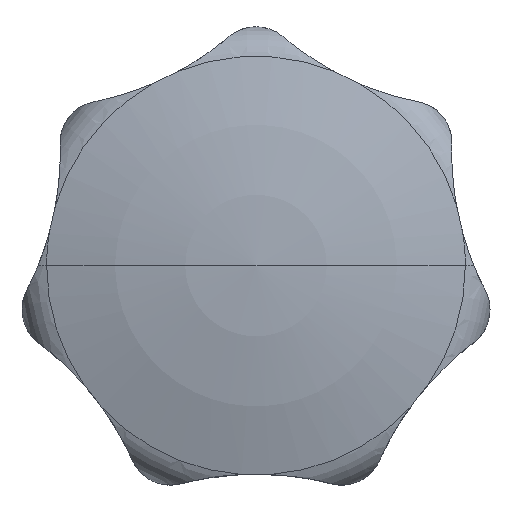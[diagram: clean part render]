
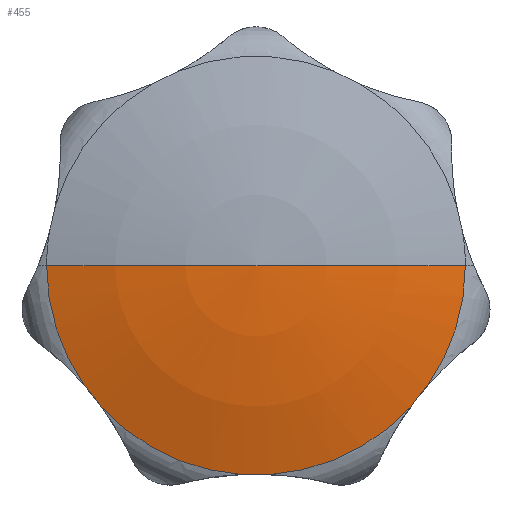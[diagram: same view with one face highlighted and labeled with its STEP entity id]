
A CAD part, top view. The second image highlights one B-rep face of the part: STEP entity #455.
In plain terms, the highlighted spherical face has radius 60 mm.
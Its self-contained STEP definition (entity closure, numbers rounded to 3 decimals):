
#291=EDGE_CURVE('',#299,#477,#769,.T.);
#299=VERTEX_POINT('',#777);
#383=EDGE_CURVE('',#473,#463,#867,.T.);
#415=EDGE_CURVE('',#427,#681,#904,.T.);
#427=VERTEX_POINT('',#916);
#439=VERTEX_POINT('',#930);
#443=EDGE_CURVE('',#439,#615,#934,.T.);
#455=ADVANCED_FACE('',(#946),#947,.T.);
#463=VERTEX_POINT('',#956);
#473=VERTEX_POINT('',#968);
#475=EDGE_CURVE('',#427,#299,#970,.T.);
#477=VERTEX_POINT('',#972);
#543=VERTEX_POINT('',#1043);
#615=VERTEX_POINT('',#1123);
#621=EDGE_CURVE('',#543,#477,#1129,.T.);
#625=EDGE_CURVE('',#615,#543,#1133,.T.);
#681=VERTEX_POINT('',#1194);
#697=EDGE_CURVE('',#463,#439,#1212,.T.);
#703=EDGE_CURVE('',#681,#473,#1218,.T.);
#769=CIRCLE('',#1314,60.);
#777=CARTESIAN_POINT('',(0.,0.,26.));
#867=CIRCLE('',#1528,17.522);
#904=CIRCLE('',#1594,17.522);
#916=CARTESIAN_POINT('',(-17.522,0.,23.384));
#930=CARTESIAN_POINT('',(1.2,-17.481,23.384));
#934=CIRCLE('',#1651,17.522);
#946=FACE_OUTER_BOUND('',#1671,.T.);
#947=SPHERICAL_SURFACE('',#1672,60.);
#956=CARTESIAN_POINT('',(-1.2,-17.481,23.384));
#968=CARTESIAN_POINT('',(-12.919,-11.837,23.384));
#970=CIRCLE('',#1713,60.);
#972=CARTESIAN_POINT('',(17.522,0.,23.384));
#1043=CARTESIAN_POINT('',(14.415,-9.961,23.384));
#1123=CARTESIAN_POINT('',(12.919,-11.837,23.384));
#1129=CIRCLE('',#2052,17.522);
#1133=B_SPLINE_CURVE_WITH_KNOTS('',3,(#2057,#2058,#2059,#2060,#2061,#2062),.UNSPECIFIED.,.F.,.F.,(4,2,4),(45.633,46.829,48.024),.UNSPECIFIED.);
#1194=CARTESIAN_POINT('',(-14.415,-9.961,23.384));
#1212=B_SPLINE_CURVE_WITH_KNOTS('',3,(#2292,#2293,#2294,#2295,#2296,#2297),.UNSPECIFIED.,.F.,.F.,(4,2,4),(45.633,46.829,48.024),.UNSPECIFIED.);
#1218=B_SPLINE_CURVE_WITH_KNOTS('',3,(#2306,#2307,#2308,#2309,#2310,#2311),.UNSPECIFIED.,.F.,.F.,(4,2,4),(45.633,46.829,48.024),.UNSPECIFIED.);
#1314=AXIS2_PLACEMENT_3D('',#2382,#2383,#2384);
#1528=AXIS2_PLACEMENT_3D('',#2469,#2470,#2471);
#1594=AXIS2_PLACEMENT_3D('',#2516,#2517,#2518);
#1651=AXIS2_PLACEMENT_3D('',#2540,#2541,#2542);
#1671=EDGE_LOOP('',(#2544,#2545,#2546,#2547,#2548,#2549,#2550,#2551,#2552));
#1672=AXIS2_PLACEMENT_3D('',#2553,#2554,#2555);
#1713=AXIS2_PLACEMENT_3D('',#2586,#2587,#2588);
#2052=AXIS2_PLACEMENT_3D('',#2733,#2734,#2735);
#2057=CARTESIAN_POINT('',(12.919,-11.837,23.384));
#2058=CARTESIAN_POINT('',(13.154,-11.512,23.399));
#2059=CARTESIAN_POINT('',(13.396,-11.193,23.406));
#2060=CARTESIAN_POINT('',(13.893,-10.57,23.406));
#2061=CARTESIAN_POINT('',(14.15,-10.263,23.399));
#2062=CARTESIAN_POINT('',(14.415,-9.961,23.384));
#2292=CARTESIAN_POINT('',(-1.2,-17.481,23.384));
#2293=CARTESIAN_POINT('',(-0.799,-17.462,23.399));
#2294=CARTESIAN_POINT('',(-0.399,-17.452,23.406));
#2295=CARTESIAN_POINT('',(0.399,-17.452,23.406));
#2296=CARTESIAN_POINT('',(0.799,-17.462,23.399));
#2297=CARTESIAN_POINT('',(1.2,-17.481,23.384));
#2306=CARTESIAN_POINT('',(-14.415,-9.961,23.384));
#2307=CARTESIAN_POINT('',(-14.15,-10.263,23.399));
#2308=CARTESIAN_POINT('',(-13.893,-10.57,23.406));
#2309=CARTESIAN_POINT('',(-13.396,-11.193,23.406));
#2310=CARTESIAN_POINT('',(-13.154,-11.512,23.399));
#2311=CARTESIAN_POINT('',(-12.919,-11.837,23.384));
#2382=CARTESIAN_POINT('',(0.,0.,-34.));
#2383=DIRECTION('',(0.,1.0,0.));
#2384=DIRECTION('',(0.0,0.,-1.0));
#2469=CARTESIAN_POINT('',(0.,0.,23.384));
#2470=DIRECTION('',(0.,0.,1.0));
#2471=DIRECTION('',(1.0,0.,0.));
#2516=CARTESIAN_POINT('',(0.,0.,23.384));
#2517=DIRECTION('',(0.,0.,1.0));
#2518=DIRECTION('',(1.0,0.,0.));
#2540=CARTESIAN_POINT('',(0.,0.,23.384));
#2541=DIRECTION('',(0.,0.,1.0));
#2542=DIRECTION('',(1.0,0.,0.));
#2544=ORIENTED_EDGE('',*,*,#475,.F.);
#2545=ORIENTED_EDGE('',*,*,#415,.T.);
#2546=ORIENTED_EDGE('',*,*,#703,.T.);
#2547=ORIENTED_EDGE('',*,*,#383,.T.);
#2548=ORIENTED_EDGE('',*,*,#697,.T.);
#2549=ORIENTED_EDGE('',*,*,#443,.T.);
#2550=ORIENTED_EDGE('',*,*,#625,.T.);
#2551=ORIENTED_EDGE('',*,*,#621,.T.);
#2552=ORIENTED_EDGE('',*,*,#291,.F.);
#2553=CARTESIAN_POINT('',(0.,0.,-34.));
#2554=DIRECTION('',(0.,0.,1.0));
#2555=DIRECTION('',(-1.0,0.,0.0));
#2586=CARTESIAN_POINT('',(0.,0.,-34.));
#2587=DIRECTION('',(0.,1.0,0.));
#2588=DIRECTION('',(0.0,0.,-1.0));
#2733=CARTESIAN_POINT('',(0.,0.,23.384));
#2734=DIRECTION('',(0.,0.,1.0));
#2735=DIRECTION('',(1.0,0.,0.));
